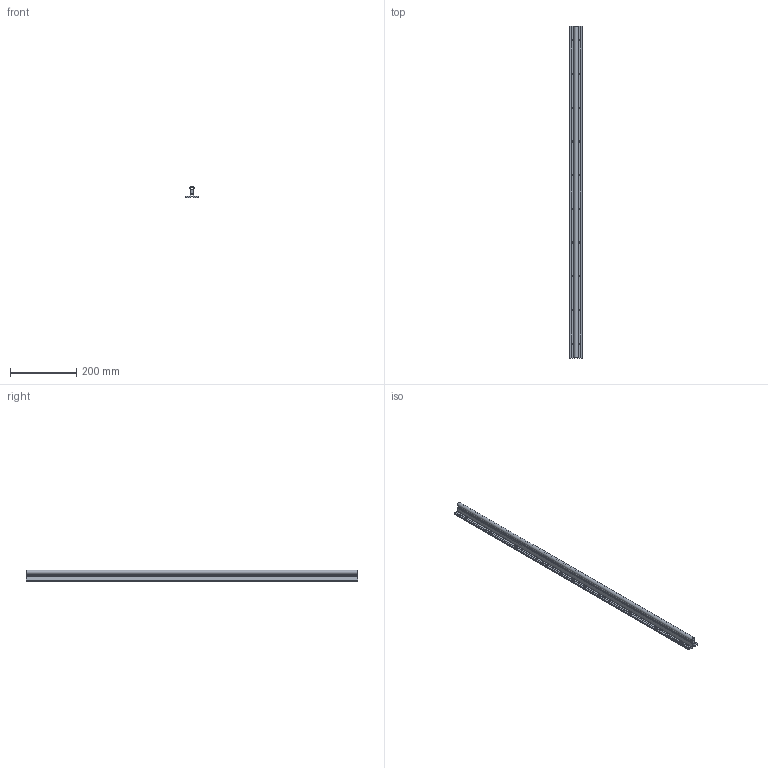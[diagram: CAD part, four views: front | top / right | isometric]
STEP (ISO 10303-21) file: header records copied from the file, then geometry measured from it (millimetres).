
FILE_DESCRIPTION (( 'STEP AP214' ), '1' );
FILE_NAME ('A-AWUI-08-1000.step', '2018-01-09T19:32:04', ( '' ), ( '' ), 'SwSTEP 2.0', 'SolidWorks 2017', '' );
FILE_SCHEMA (( 'AUTOMOTIVE_DESIGN' ));
Length unit declared in the file: inch
Products named in the file (1): A-AWUI-08-1000
Bounding box: 38.1 x 1000 x 34.92 mm (x, y, z)
Volume: 345274.8 mm3; surface area: 188964.3 mm2
Topology: 1 solids, 1 shells, 122 faces, 420 edges, 280 vertices
Faces by surface type: plane 68, cylinder 54
Entity records: 4716 total; most frequent: CARTESIAN_POINT 1063, ORIENTED_EDGE 840, DIRECTION 734, EDGE_CURVE 420, VERTEX_POINT 280, AXIS2_PLACEMENT_3D 271, LINE 192, VECTOR 192
